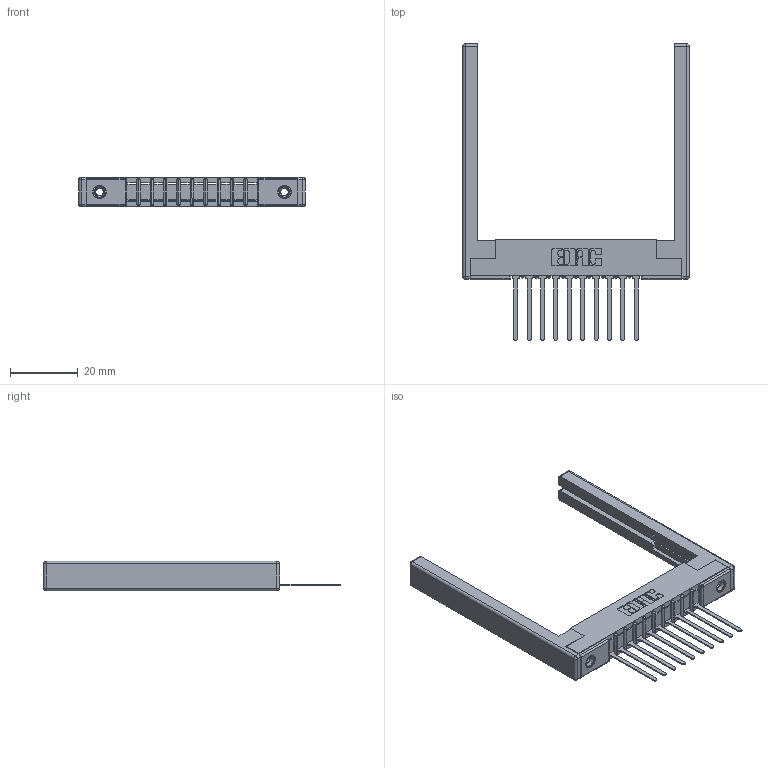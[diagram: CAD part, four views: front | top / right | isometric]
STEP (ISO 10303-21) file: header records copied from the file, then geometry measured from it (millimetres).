
FILE_DESCRIPTION (( 'STEP AP203' ), '1' );
FILE_NAME ('307-010-545-168.STEP', '2019-09-03T15:07:27', ( '' ), ( '' ), 'SwSTEP 2.0', 'SolidWorks 2016', '' );
FILE_SCHEMA (( 'CONFIG_CONTROL_DESIGN' ));
Length unit declared in the file: inch
Products named in the file (5): 307 Part_.156 Dia Mounting Holes; 345-250-001_345-250-001-102; 307-010-545-168; 307-290-001_545; 307-220-068
Assembly tree (15 placements, depth 2):
  307-010-545-168
    307 Part_.156 Dia Mounting Holes
    307-290-001_545  x10
    307-220-068  x2
    345-250-001_345-250-001-102  x2
Bounding box: 67.06 x 87.96 x 8.71 mm (x, y, z)
Volume: 8875.8 mm3; surface area: 10595.3 mm2
Topology: 15 solids, 15 shells, 843 faces, 2333 edges, 1490 vertices
Faces by surface type: plane 528, cylinder 269, sphere 30, cone 12, torus 4
Entity records: 15245 total; most frequent: CARTESIAN_POINT 2521, ORIENTED_EDGE 2496, DIRECTION 2488, EDGE_CURVE 1248, VECTOR 942, LINE 942, VERTEX_POINT 806, AXIS2_PLACEMENT_3D 773
